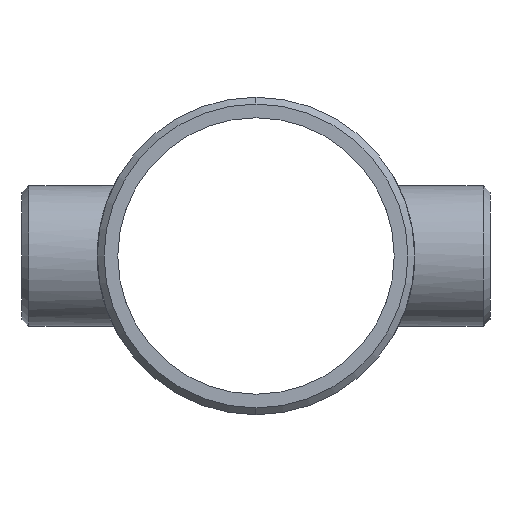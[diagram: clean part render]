
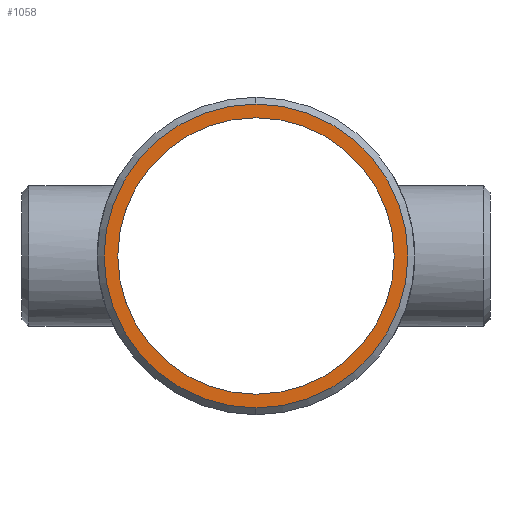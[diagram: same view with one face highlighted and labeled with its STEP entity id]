
A CAD part, left-side view. The second image highlights one B-rep face of the part: STEP entity #1058.
In plain terms, the highlighted planar face has unit normal (-1, 0, 0).
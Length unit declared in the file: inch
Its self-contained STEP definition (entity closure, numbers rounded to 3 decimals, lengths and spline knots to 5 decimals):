
#6 = CARTESIAN_POINT ( 'NONE',  ( -2.5, 0., 0. ) ) ;
#11 = DIRECTION ( 'NONE',  ( -1., 0., 0. ) ) ;
#31 = DIRECTION ( 'NONE',  ( -1., 0., 0. ) ) ;
#85 = DIRECTION ( 'NONE',  ( 1., 0., 0. ) ) ;
#95 = EDGE_LOOP ( 'NONE', ( #1021, #257 ) ) ;
#115 = CIRCLE ( 'NONE', #755, 1.0335 ) ;
#154 = CARTESIAN_POINT ( 'NONE',  ( -2.5, 0., 0. ) ) ;
#215 = VERTEX_POINT ( 'NONE', #775 ) ;
#257 = ORIENTED_EDGE ( 'NONE', *, *, #559, .T. ) ;
#258 = VERTEX_POINT ( 'NONE', #1036 ) ;
#289 = EDGE_CURVE ( 'NONE', #258, #375, #1090, .T. ) ;
#316 = CIRCLE ( 'NONE', #554, 1.13617 ) ;
#375 = VERTEX_POINT ( 'NONE', #1050 ) ;
#411 = VERTEX_POINT ( 'NONE', #450 ) ;
#450 = CARTESIAN_POINT ( 'NONE',  ( -2.5, 0., 1.13617 ) ) ;
#506 = CIRCLE ( 'NONE', #968, 1.13617 ) ;
#508 = ORIENTED_EDGE ( 'NONE', *, *, #613, .T. ) ;
#516 = DIRECTION ( 'NONE',  ( 0., 0., 1. ) ) ;
#519 = FACE_BOUND ( 'NONE', #95, .T. ) ;
#554 = AXIS2_PLACEMENT_3D ( 'NONE', #995, #31, #709 ) ;
#559 = EDGE_CURVE ( 'NONE', #375, #258, #115, .T. ) ;
#599 = DIRECTION ( 'NONE',  ( 0., 0., -1. ) ) ;
#613 = EDGE_CURVE ( 'NONE', #215, #411, #316, .T. ) ;
#678 = DIRECTION ( 'NONE',  ( 0., 0., 1. ) ) ;
#709 = DIRECTION ( 'NONE',  ( 0., 0., 1. ) ) ;
#717 = ORIENTED_EDGE ( 'NONE', *, *, #971, .T. ) ;
#755 = AXIS2_PLACEMENT_3D ( 'NONE', #864, #85, #786 ) ;
#760 = CARTESIAN_POINT ( 'NONE',  ( -2.5, 0., 0. ) ) ;
#775 = CARTESIAN_POINT ( 'NONE',  ( -2.5, 0., -1.13617 ) ) ;
#786 = DIRECTION ( 'NONE',  ( 0., 0., 1. ) ) ;
#864 = CARTESIAN_POINT ( 'NONE',  ( -2.5, 0., 0. ) ) ;
#878 = FACE_OUTER_BOUND ( 'NONE', #936, .T. ) ;
#880 = AXIS2_PLACEMENT_3D ( 'NONE', #760, #953, #516 ) ;
#936 = EDGE_LOOP ( 'NONE', ( #508, #717 ) ) ;
#953 = DIRECTION ( 'NONE',  ( 1., 0., 0. ) ) ;
#968 = AXIS2_PLACEMENT_3D ( 'NONE', #154, #1128, #678 ) ;
#971 = EDGE_CURVE ( 'NONE', #411, #215, #506, .T. ) ;
#995 = CARTESIAN_POINT ( 'NONE',  ( -2.5, 0., 0. ) ) ;
#1021 = ORIENTED_EDGE ( 'NONE', *, *, #289, .T. ) ;
#1036 = CARTESIAN_POINT ( 'NONE',  ( -2.5, 0., 1.0335 ) ) ;
#1050 = CARTESIAN_POINT ( 'NONE',  ( -2.5, 0., -1.0335 ) ) ;
#1058 = ADVANCED_FACE ( 'NONE', ( #878, #519 ), #1060, .T. ) ;
#1060 = PLANE ( 'NONE',  #1098 ) ;
#1090 = CIRCLE ( 'NONE', #880, 1.0335 ) ;
#1098 = AXIS2_PLACEMENT_3D ( 'NONE', #6, #11, #599 ) ;
#1128 = DIRECTION ( 'NONE',  ( -1., 0., 0. ) ) ;
